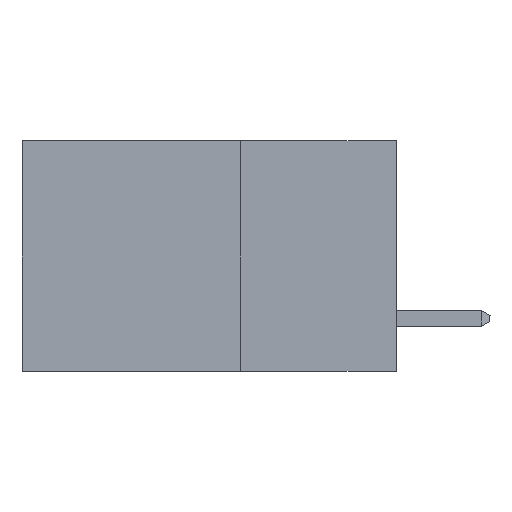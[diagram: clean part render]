
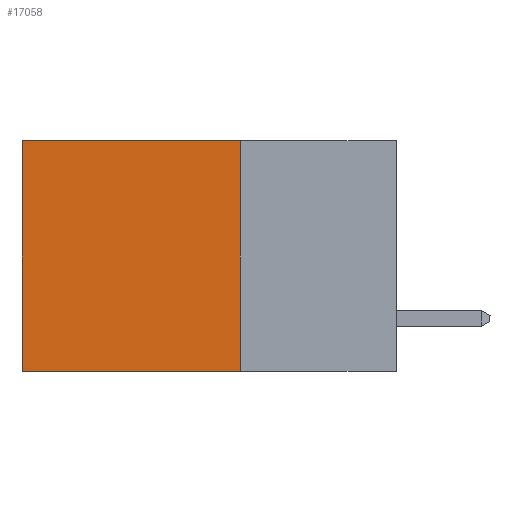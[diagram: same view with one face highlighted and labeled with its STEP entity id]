
A CAD part, left-side view. The second image highlights one B-rep face of the part: STEP entity #17058.
In plain terms, the highlighted planar face has unit normal (-1, 0, 0).
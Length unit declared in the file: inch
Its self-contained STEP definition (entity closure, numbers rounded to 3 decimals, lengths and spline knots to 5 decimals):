
#407 = CARTESIAN_POINT ( 'NONE',  ( 0.2615, 0.25, 0. ) ) ;
#431 = VECTOR ( 'NONE', #14972, 39.37008 ) ;
#1166 = DIRECTION ( 'NONE',  ( 1., 0., 0. ) ) ;
#1229 = CARTESIAN_POINT ( 'NONE',  ( 0.2615, 0.25, 0. ) ) ;
#1588 = CARTESIAN_POINT ( 'NONE',  ( 0.2615, 0.6, -0.37 ) ) ;
#1868 = EDGE_CURVE ( 'NONE', #12486, #9515, #18026, .T. ) ;
#2916 = ORIENTED_EDGE ( 'NONE', *, *, #15558, .T. ) ;
#2982 = EDGE_CURVE ( 'NONE', #17292, #9515, #4449, .T. ) ;
#3169 = VECTOR ( 'NONE', #6350, 39.37008 ) ;
#3308 = ORIENTED_EDGE ( 'NONE', *, *, #11696, .F. ) ;
#3815 = CARTESIAN_POINT ( 'NONE',  ( 0.2615, 0.6, 0. ) ) ;
#4449 = LINE ( 'NONE', #19116, #431 ) ;
#5026 = VERTEX_POINT ( 'NONE', #407 ) ;
#6255 = CARTESIAN_POINT ( 'NONE',  ( 0.2615, 0.25, -0.37 ) ) ;
#6350 = DIRECTION ( 'NONE',  ( 0., 0., -1. ) ) ;
#7224 = DIRECTION ( 'NONE',  ( 0., 1., 0. ) ) ;
#7412 = AXIS2_PLACEMENT_3D ( 'NONE', #18968, #1166, #16218 ) ;
#9229 = VECTOR ( 'NONE', #10733, 39.37008 ) ;
#9508 = CARTESIAN_POINT ( 'NONE',  ( 0.2615, 0.25, -0.37 ) ) ;
#9515 = VERTEX_POINT ( 'NONE', #16732 ) ;
#10733 = DIRECTION ( 'NONE',  ( 0., 0., -1. ) ) ;
#11696 = EDGE_CURVE ( 'NONE', #5026, #17292, #13725, .T. ) ;
#11848 = LINE ( 'NONE', #1229, #17118 ) ;
#12486 = VERTEX_POINT ( 'NONE', #3815 ) ;
#12958 = PLANE ( 'NONE',  #7412 ) ;
#13725 = LINE ( 'NONE', #6255, #3169 ) ;
#14034 = EDGE_LOOP ( 'NONE', ( #15508, #16198, #3308, #2916 ) ) ;
#14437 = FACE_OUTER_BOUND ( 'NONE', #14034, .T. ) ;
#14972 = DIRECTION ( 'NONE',  ( 0., 1., 0. ) ) ;
#15508 = ORIENTED_EDGE ( 'NONE', *, *, #1868, .T. ) ;
#15558 = EDGE_CURVE ( 'NONE', #5026, #12486, #11848, .T. ) ;
#16198 = ORIENTED_EDGE ( 'NONE', *, *, #2982, .F. ) ;
#16218 = DIRECTION ( 'NONE',  ( 0., 0., -1. ) ) ;
#16732 = CARTESIAN_POINT ( 'NONE',  ( 0.2615, 0.6, -0.37 ) ) ;
#17058 = ADVANCED_FACE ( 'NONE', ( #14437 ), #12958, .F. ) ;
#17118 = VECTOR ( 'NONE', #7224, 39.37008 ) ;
#17292 = VERTEX_POINT ( 'NONE', #9508 ) ;
#18026 = LINE ( 'NONE', #1588, #9229 ) ;
#18968 = CARTESIAN_POINT ( 'NONE',  ( 0.2615, 0.25, -0.37 ) ) ;
#19116 = CARTESIAN_POINT ( 'NONE',  ( 0.2615, 0.25, -0.37 ) ) ;
